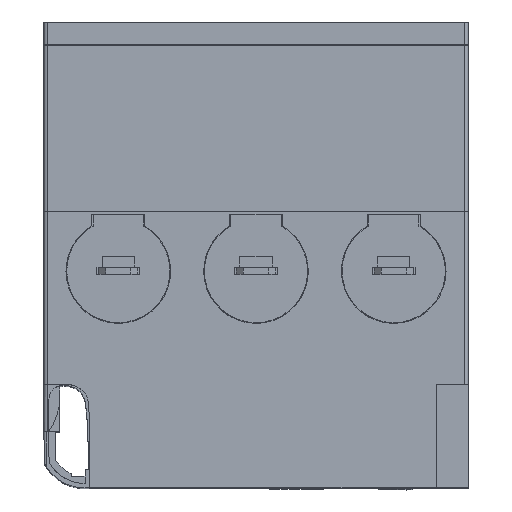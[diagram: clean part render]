
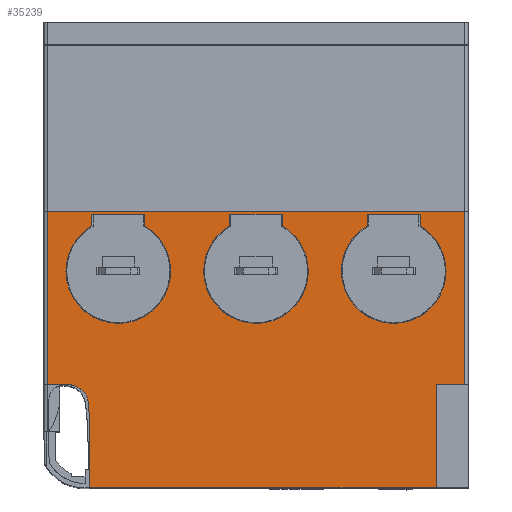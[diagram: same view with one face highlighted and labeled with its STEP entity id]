
A CAD part, top view. The second image highlights one B-rep face of the part: STEP entity #35239.
In plain terms, the highlighted planar face has unit normal (0, 0, 1).
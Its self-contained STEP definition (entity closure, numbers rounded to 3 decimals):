
#21551=EDGE_CURVE('',#41585,#29571,#63032,.T.);
#22175=VERTEX_POINT('',#63727);
#23015=VERTEX_POINT('',#64645);
#23195=VERTEX_POINT('',#64842);
#24569=EDGE_CURVE('',#52825,#55767,#66375,.T.);
#24667=EDGE_CURVE('',#41211,#41585,#66479,.T.);
#25295=EDGE_CURVE('',#40123,#35575,#67175,.T.);
#29571=VERTEX_POINT('',#71899);
#29785=EDGE_CURVE('',#39925,#56843,#72136,.T.);
#30117=VERTEX_POINT('',#72492);
#30139=VERTEX_POINT('',#72515);
#31221=VERTEX_POINT('',#73707);
#33521=EDGE_CURVE('',#41507,#52545,#76209,.T.);
#33871=EDGE_CURVE('',#56903,#56513,#76588,.T.);
#34421=VERTEX_POINT('',#77195);
#35061=VERTEX_POINT('',#77879);
#35239=ADVANCED_FACE('',(#78075,#78076,#78077,#78078),#78079,.T.);
#35575=VERTEX_POINT('',#78443);
#35881=EDGE_CURVE('',#30139,#52825,#78771,.T.);
#36939=EDGE_CURVE('',#23015,#35061,#79933,.T.);
#37847=EDGE_CURVE('',#23195,#39925,#80927,.T.);
#39925=VERTEX_POINT('',#83182);
#40123=VERTEX_POINT('',#83399);
#40907=VERTEX_POINT('',#84246);
#41091=EDGE_CURVE('',#31221,#40123,#84449,.T.);
#41211=VERTEX_POINT('',#84581);
#41507=VERTEX_POINT('',#84913);
#41585=VERTEX_POINT('',#84996);
#42775=EDGE_CURVE('',#31221,#54403,#86301,.T.);
#42935=EDGE_CURVE('',#49373,#34421,#86478,.T.);
#45657=EDGE_CURVE('',#22175,#41507,#89441,.T.);
#45899=EDGE_CURVE('',#34421,#41211,#89703,.T.);
#49373=VERTEX_POINT('',#93526);
#51367=EDGE_CURVE('',#55767,#56903,#95692,.T.);
#52545=VERTEX_POINT('',#96969);
#52825=VERTEX_POINT('',#97275);
#52879=EDGE_CURVE('',#35575,#59679,#97333,.T.);
#54403=VERTEX_POINT('',#98994);
#55291=EDGE_CURVE('',#35061,#22175,#99970,.T.);
#55317=EDGE_CURVE('',#29571,#49373,#100001,.T.);
#55767=VERTEX_POINT('',#100483);
#55815=EDGE_CURVE('',#40907,#30117,#100535,.T.);
#56513=VERTEX_POINT('',#101305);
#56843=VERTEX_POINT('',#101661);
#56903=VERTEX_POINT('',#101727);
#57131=EDGE_CURVE('',#54403,#56843,#101980,.T.);
#58459=EDGE_CURVE('',#52545,#23015,#103431,.T.);
#59077=EDGE_CURVE('',#30117,#23195,#104093,.T.);
#59635=EDGE_CURVE('',#56513,#30139,#104701,.T.);
#59679=VERTEX_POINT('',#104750);
#59975=EDGE_CURVE('',#59679,#40907,#105070,.T.);
#63032=LINE('',#108794,#108795);
#63727=CARTESIAN_POINT('',(-71.5,-88.813,127.795));
#64645=CARTESIAN_POINT('',(-48.5,-88.813,127.795));
#64842=CARTESIAN_POINT('',(78.5,-158.0,127.795));
#66375=CIRCLE('',#114041,22.8);
#66479=LINE('',#114193,#114194);
#67175=CIRCLE('',#115306,8.75);
#71899=CARTESIAN_POINT('',(11.5,-88.813,127.795));
#72136=LINE('',#123072,#123073);
#72492=CARTESIAN_POINT('',(78.5,-203.0,127.795));
#72515=CARTESIAN_POINT('',(71.5,-88.813,127.795));
#73707=CARTESIAN_POINT('',(-90.995,-158.0,127.795));
#76209=LINE('',#129592,#129593);
#76588=LINE('',#130140,#130141);
#77195=CARTESIAN_POINT('',(-11.5,-88.813,127.795));
#77879=CARTESIAN_POINT('',(-48.5,-128.187,127.795));
#78075=FACE_BOUND('',#132460,.T.);
#78076=FACE_BOUND('',#132461,.T.);
#78077=FACE_BOUND('',#132462,.T.);
#78078=FACE_OUTER_BOUND('',#132463,.T.);
#78079=PLANE('',#132464);
#78443=CARTESIAN_POINT('',(-73.04,-166.15,127.795));
#78771=CIRCLE('',#133467,22.8);
#79933=CIRCLE('',#135158,22.8);
#80927=LINE('',#136688,#136689);
#83182=CARTESIAN_POINT('',(90.995,-158.0,127.795));
#83399=CARTESIAN_POINT('',(-81.769,-158.0,127.795));
#84246=CARTESIAN_POINT('',(-72.5,-203.0,127.795));
#84449=LINE('',#142570,#142571);
#84581=CARTESIAN_POINT('',(-11.5,-83.75,127.795));
#84913=CARTESIAN_POINT('',(-71.5,-83.75,127.795));
#84996=CARTESIAN_POINT('',(11.5,-83.75,127.795));
#86301=LINE('',#145410,#145411);
#86478=CIRCLE('',#145665,22.8);
#89441=LINE('',#150221,#150222);
#89703=LINE('',#150672,#150673);
#93526=CARTESIAN_POINT('',(11.5,-128.187,127.795));
#95692=LINE('',#160109,#160110);
#96969=CARTESIAN_POINT('',(-48.5,-83.75,127.795));
#97275=CARTESIAN_POINT('',(71.5,-128.187,127.795));
#97333=LINE('',#162667,#162668);
#98994=CARTESIAN_POINT('',(-90.995,-82.5,127.795));
#99970=CIRCLE('',#166638,22.8);
#100001=CIRCLE('',#166675,22.8);
#100483=CARTESIAN_POINT('',(48.5,-88.813,127.795));
#100535=LINE('',#167485,#167486);
#101305=CARTESIAN_POINT('',(71.5,-83.75,127.795));
#101661=CARTESIAN_POINT('',(90.995,-82.5,127.795));
#101727=CARTESIAN_POINT('',(48.5,-83.75,127.795));
#101980=LINE('',#170010,#170011);
#103431=LINE('',#172175,#172176);
#104093=LINE('',#173191,#173192);
#104701=LINE('',#174221,#174222);
#104750=CARTESIAN_POINT('',(-72.5,-174.0,127.795));
#105070=LINE('',#174785,#174786);
#108794=CARTESIAN_POINT('',(11.5,-145.906,127.795));
#108795=VECTOR('',#179464,1.0);
#114041=AXIS2_PLACEMENT_3D('',#183506,#183507,#183508);
#114193=CARTESIAN_POINT('',(-39.748,-83.75,127.795));
#114194=VECTOR('',#183594,1.0);
#115306=AXIS2_PLACEMENT_3D('',#184445,#184446,#184447);
#123072=CARTESIAN_POINT('',(90.995,-142.75,127.795));
#123073=VECTOR('',#190077,1.0);
#129592=CARTESIAN_POINT('',(-69.748,-83.75,127.795));
#129593=VECTOR('',#194243,1.0);
#130140=CARTESIAN_POINT('',(-9.748,-83.75,127.795));
#130141=VECTOR('',#194617,1.0);
#132460=EDGE_LOOP('',(#196107,#196108,#196109,#196110,#196111));
#132461=EDGE_LOOP('',(#196112,#196113,#196114,#196115,#196116));
#132462=EDGE_LOOP('',(#196117,#196118,#196119,#196120,#196121));
#132463=EDGE_LOOP('',(#196122,#196123,#196124,#196125,#196126,#196127,#196128,#196129,#196130,#196131));
#132464=AXIS2_PLACEMENT_3D('',#196132,#196133,#196134);
#133467=AXIS2_PLACEMENT_3D('',#196814,#196815,#196816);
#135158=AXIS2_PLACEMENT_3D('',#198017,#198018,#198019);
#136688=CARTESIAN_POINT('',(2.503,-158.0,127.795));
#136689=VECTOR('',#199102,1.0);
#142570=CARTESIAN_POINT('',(-86.382,-158.0,127.795));
#142571=VECTOR('',#202662,1.0);
#145410=CARTESIAN_POINT('',(-90.995,-142.75,127.795));
#145411=VECTOR('',#204726,1.0);
#145665=AXIS2_PLACEMENT_3D('',#204903,#204904,#204905);
#150221=CARTESIAN_POINT('',(-71.5,-143.375,127.795));
#150222=VECTOR('',#208066,1.0);
#150672=CARTESIAN_POINT('',(-11.5,-143.375,127.795));
#150673=VECTOR('',#208327,1.0);
#160109=CARTESIAN_POINT('',(48.5,-143.375,127.795));
#160110=VECTOR('',#215008,1.0);
#162667=CARTESIAN_POINT('',(-71.551,-187.799,127.795));
#162668=VECTOR('',#216704,1.0);
#166638=AXIS2_PLACEMENT_3D('',#219581,#219582,#219583);
#166675=AXIS2_PLACEMENT_3D('',#219650,#219651,#219652);
#167485=CARTESIAN_POINT('',(-90.995,-203.0,127.795));
#167486=VECTOR('',#220174,1.0);
#170010=CARTESIAN_POINT('',(-90.995,-82.5,127.795));
#170011=VECTOR('',#221917,1.0);
#172175=CARTESIAN_POINT('',(-48.5,-145.906,127.795));
#172176=VECTOR('',#223405,1.0);
#173191=CARTESIAN_POINT('',(78.5,-180.5,127.795));
#173192=VECTOR('',#224008,1.0);
#174221=CARTESIAN_POINT('',(71.5,-145.906,127.795));
#174222=VECTOR('',#224696,1.0);
#174785=CARTESIAN_POINT('',(-72.5,-207.6,127.795));
#174786=VECTOR('',#225081,1.0);
#179464=DIRECTION('',(0.0,-1.0,0.0));
#183506=CARTESIAN_POINT('',(60.0,-108.5,127.795));
#183507=DIRECTION('',(-0.0,0.0,-1.0));
#183508=DIRECTION('',(-0.504,0.863,0.0));
#183594=DIRECTION('',(1.0,0.0,0.0));
#184445=CARTESIAN_POINT('',(-81.769,-166.75,127.795));
#184446=DIRECTION('',(0.0,0.0,-1.0));
#184447=DIRECTION('',(0.998,0.069,0.0));
#190077=DIRECTION('',(0.0,1.0,0.0));
#194243=DIRECTION('',(1.0,0.0,0.0));
#194617=DIRECTION('',(1.0,0.0,0.0));
#196107=ORIENTED_EDGE('',*,*,#51367,.T.);
#196108=ORIENTED_EDGE('',*,*,#33871,.T.);
#196109=ORIENTED_EDGE('',*,*,#59635,.T.);
#196110=ORIENTED_EDGE('',*,*,#35881,.T.);
#196111=ORIENTED_EDGE('',*,*,#24569,.T.);
#196112=ORIENTED_EDGE('',*,*,#45899,.T.);
#196113=ORIENTED_EDGE('',*,*,#24667,.T.);
#196114=ORIENTED_EDGE('',*,*,#21551,.T.);
#196115=ORIENTED_EDGE('',*,*,#55317,.T.);
#196116=ORIENTED_EDGE('',*,*,#42935,.T.);
#196117=ORIENTED_EDGE('',*,*,#45657,.T.);
#196118=ORIENTED_EDGE('',*,*,#33521,.T.);
#196119=ORIENTED_EDGE('',*,*,#58459,.T.);
#196120=ORIENTED_EDGE('',*,*,#36939,.T.);
#196121=ORIENTED_EDGE('',*,*,#55291,.T.);
#196122=ORIENTED_EDGE('',*,*,#57131,.F.);
#196123=ORIENTED_EDGE('',*,*,#42775,.F.);
#196124=ORIENTED_EDGE('',*,*,#41091,.T.);
#196125=ORIENTED_EDGE('',*,*,#25295,.T.);
#196126=ORIENTED_EDGE('',*,*,#52879,.T.);
#196127=ORIENTED_EDGE('',*,*,#59975,.T.);
#196128=ORIENTED_EDGE('',*,*,#55815,.T.);
#196129=ORIENTED_EDGE('',*,*,#59077,.T.);
#196130=ORIENTED_EDGE('',*,*,#37847,.T.);
#196131=ORIENTED_EDGE('',*,*,#29785,.T.);
#196132=CARTESIAN_POINT('',(-90.995,-203.0,127.795));
#196133=DIRECTION('',(0.0,0.0,1.0));
#196134=DIRECTION('',(0.0,-1.0,0.0));
#196814=CARTESIAN_POINT('',(60.0,-108.5,127.795));
#196815=DIRECTION('',(-0.0,0.0,-1.0));
#196816=DIRECTION('',(-0.504,0.863,0.0));
#198017=CARTESIAN_POINT('',(-60.0,-108.5,127.795));
#198018=DIRECTION('',(-0.0,0.0,-1.0));
#198019=DIRECTION('',(-0.504,0.863,0.0));
#199102=DIRECTION('',(1.0,0.0,0.0));
#202662=DIRECTION('',(1.0,0.0,0.0));
#204726=DIRECTION('',(0.0,1.0,0.0));
#204903=CARTESIAN_POINT('',(0.,-108.5,127.795));
#204904=DIRECTION('',(-0.0,0.0,-1.0));
#204905=DIRECTION('',(-0.504,0.863,0.0));
#208066=DIRECTION('',(0.0,1.0,0.0));
#208327=DIRECTION('',(0.0,1.0,0.0));
#215008=DIRECTION('',(0.0,1.0,0.0));
#216704=DIRECTION('',(0.069,-0.998,0.0));
#219581=CARTESIAN_POINT('',(-60.0,-108.5,127.795));
#219582=DIRECTION('',(-0.0,0.0,-1.0));
#219583=DIRECTION('',(-0.504,0.863,0.0));
#219650=CARTESIAN_POINT('',(0.,-108.5,127.795));
#219651=DIRECTION('',(-0.0,0.0,-1.0));
#219652=DIRECTION('',(-0.504,0.863,0.0));
#220174=DIRECTION('',(1.0,0.0,0.0));
#221917=DIRECTION('',(1.0,0.0,0.0));
#223405=DIRECTION('',(0.0,-1.0,0.0));
#224008=DIRECTION('',(0.0,1.0,-0.0));
#224696=DIRECTION('',(0.0,-1.0,0.0));
#225081=DIRECTION('',(0.0,-1.0,0.0));
